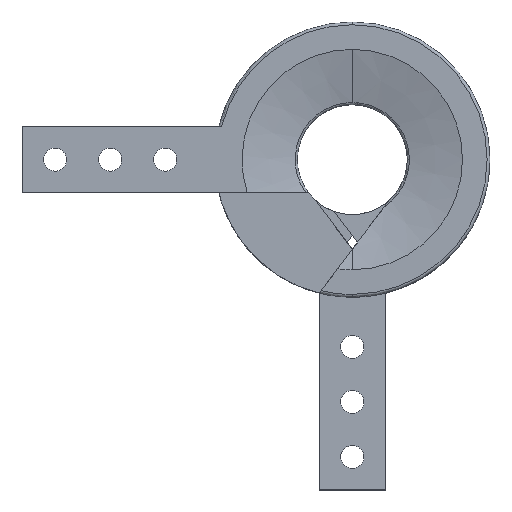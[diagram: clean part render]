
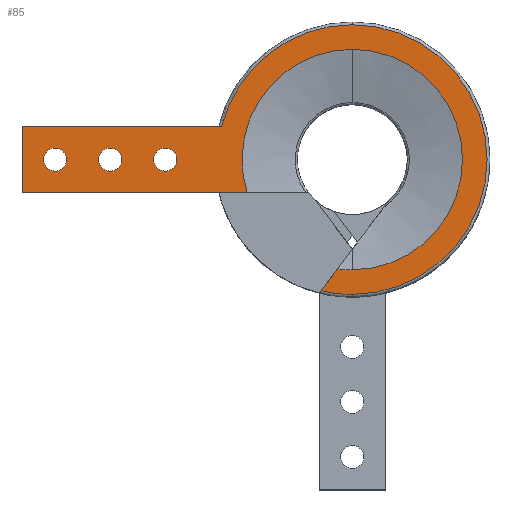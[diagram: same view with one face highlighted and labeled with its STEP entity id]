
A CAD part, top view. The second image highlights one B-rep face of the part: STEP entity #85.
In plain terms, the highlighted planar face has unit normal (0, 0, 1).
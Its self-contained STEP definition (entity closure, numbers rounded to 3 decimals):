
#85=ADVANCED_FACE('',(#194,#195,#196,#197),#198,.T.);
#194=FACE_BOUND('',#353,.T.);
#195=FACE_BOUND('',#354,.T.);
#196=FACE_BOUND('',#355,.T.);
#197=FACE_OUTER_BOUND('',#356,.T.);
#198=PLANE('',#357);
#353=EDGE_LOOP('',(#705,#706));
#354=EDGE_LOOP('',(#707,#708));
#355=EDGE_LOOP('',(#709,#710));
#356=EDGE_LOOP('',(#711,#712,#713,#714,#715,#716,#717,#718,#719,#720));
#357=AXIS2_PLACEMENT_3D('',#721,#722,#723);
#705=ORIENTED_EDGE('',*,*,#1218,.T.);
#706=ORIENTED_EDGE('',*,*,#1117,.T.);
#707=ORIENTED_EDGE('',*,*,#1219,.T.);
#708=ORIENTED_EDGE('',*,*,#1121,.T.);
#709=ORIENTED_EDGE('',*,*,#1220,.T.);
#710=ORIENTED_EDGE('',*,*,#1125,.T.);
#711=ORIENTED_EDGE('',*,*,#1217,.F.);
#712=ORIENTED_EDGE('',*,*,#1221,.F.);
#713=ORIENTED_EDGE('',*,*,#1222,.T.);
#714=ORIENTED_EDGE('',*,*,#1223,.T.);
#715=ORIENTED_EDGE('',*,*,#1108,.T.);
#716=ORIENTED_EDGE('',*,*,#1112,.T.);
#717=ORIENTED_EDGE('',*,*,#1224,.T.);
#718=ORIENTED_EDGE('',*,*,#1225,.T.);
#719=ORIENTED_EDGE('',*,*,#1194,.F.);
#720=ORIENTED_EDGE('',*,*,#1197,.F.);
#721=CARTESIAN_POINT('',(24.269,23.5,5.0));
#722=DIRECTION('',(0.0,0.0,1.0));
#723=DIRECTION('',(-0.0,-1.0,0.0));
#1108=EDGE_CURVE('',#1342,#1340,#1343,.T.);
#1112=EDGE_CURVE('',#1340,#1347,#1350,.T.);
#1117=EDGE_CURVE('',#1359,#1356,#1360,.T.);
#1121=EDGE_CURVE('',#1367,#1364,#1368,.T.);
#1125=EDGE_CURVE('',#1375,#1372,#1376,.T.);
#1194=EDGE_CURVE('',#1501,#1503,#1504,.T.);
#1197=EDGE_CURVE('',#1506,#1501,#1508,.T.);
#1217=EDGE_CURVE('',#1540,#1506,#1542,.T.);
#1218=EDGE_CURVE('',#1356,#1359,#1543,.T.);
#1219=EDGE_CURVE('',#1364,#1367,#1544,.T.);
#1220=EDGE_CURVE('',#1372,#1375,#1545,.T.);
#1221=EDGE_CURVE('',#1546,#1540,#1547,.T.);
#1222=EDGE_CURVE('',#1546,#1548,#1549,.T.);
#1223=EDGE_CURVE('',#1548,#1342,#1550,.T.);
#1224=EDGE_CURVE('',#1347,#1551,#1552,.T.);
#1225=EDGE_CURVE('',#1551,#1503,#1553,.T.);
#1340=VERTEX_POINT('',#1725);
#1342=VERTEX_POINT('',#1728);
#1343=CIRCLE('',#1729,20.027);
#1347=VERTEX_POINT('',#1742);
#1350=CIRCLE('',#1746,20.027);
#1356=VERTEX_POINT('',#1761);
#1359=VERTEX_POINT('',#1765);
#1360=CIRCLE('',#1766,2.1);
#1364=VERTEX_POINT('',#1771);
#1367=VERTEX_POINT('',#1775);
#1368=CIRCLE('',#1776,2.1);
#1372=VERTEX_POINT('',#1781);
#1375=VERTEX_POINT('',#1785);
#1376=CIRCLE('',#1786,2.1);
#1501=VERTEX_POINT('',#1968);
#1503=VERTEX_POINT('',#1970);
#1504=CIRCLE('',#1971,24.5);
#1506=VERTEX_POINT('',#1990);
#1508=CIRCLE('',#1992,24.5);
#1540=VERTEX_POINT('',#2081);
#1542=CIRCLE('',#2100,24.5);
#1543=CIRCLE('',#2101,2.1);
#1544=CIRCLE('',#2102,2.1);
#1545=CIRCLE('',#2103,2.1);
#1546=VERTEX_POINT('',#2104);
#1547=LINE('',#2105,#2106);
#1548=VERTEX_POINT('',#2107);
#1549=LINE('',#2108,#2109);
#1550=LINE('',#2110,#2111);
#1551=VERTEX_POINT('',#2112);
#1552=CIRCLE('',#2113,20.027);
#1553=LINE('',#2114,#2115);
#1725=CARTESIAN_POINT('',(24.269,26.027,5.0));
#1728=CARTESIAN_POINT('',(5.162,0.0,5.0));
#1729=AXIS2_PLACEMENT_3D('',#2324,#2325,#2326);
#1742=CARTESIAN_POINT('',(24.269,-14.027,5.0));
#1746=AXIS2_PLACEMENT_3D('',#2331,#2332,#2333);
#1761=CARTESIAN_POINT('',(-27.631,6.0,5.0));
#1765=CARTESIAN_POINT('',(-31.831,6.0,5.0));
#1766=AXIS2_PLACEMENT_3D('',#2341,#2342,#2343);
#1771=CARTESIAN_POINT('',(-17.631,6.0,5.0));
#1775=CARTESIAN_POINT('',(-21.831,6.0,5.0));
#1776=AXIS2_PLACEMENT_3D('',#2349,#2350,#2351);
#1781=CARTESIAN_POINT('',(-7.631,6.0,5.0));
#1785=CARTESIAN_POINT('',(-11.831,6.0,5.0));
#1786=AXIS2_PLACEMENT_3D('',#2357,#2358,#2359);
#1968=CARTESIAN_POINT('',(24.269,-18.5,5.0));
#1970=CARTESIAN_POINT('',(18.597,-17.834,5.0));
#1971=AXIS2_PLACEMENT_3D('',#2504,#2505,#2506);
#1990=CARTESIAN_POINT('',(24.269,30.5,5.0));
#1992=AXIS2_PLACEMENT_3D('',#2510,#2511,#2512);
#2081=CARTESIAN_POINT('',(0.515,12.0,5.0));
#2100=AXIS2_PLACEMENT_3D('',#2542,#2543,#2544);
#2101=AXIS2_PLACEMENT_3D('',#2545,#2546,#2547);
#2102=AXIS2_PLACEMENT_3D('',#2548,#2549,#2550);
#2103=AXIS2_PLACEMENT_3D('',#2551,#2552,#2553);
#2104=CARTESIAN_POINT('',(-35.731,12.0,5.0));
#2105=CARTESIAN_POINT('',(3.394,12.0,5.0));
#2106=VECTOR('',#2554,1.0);
#2107=CARTESIAN_POINT('',(-35.731,0.,5.0));
#2108=CARTESIAN_POINT('',(-35.731,6.0,5.0));
#2109=VECTOR('',#2555,1.0);
#2110=CARTESIAN_POINT('',(-17.481,0.0,5.0));
#2111=VECTOR('',#2556,1.0);
#2112=CARTESIAN_POINT('',(21.601,-13.848,5.0));
#2113=AXIS2_PLACEMENT_3D('',#2557,#2558,#2559);
#2114=CARTESIAN_POINT('',(32.854,1.085,5.0));
#2115=VECTOR('',#2560,1.0);
#2324=CARTESIAN_POINT('',(24.269,6.,5.0));
#2325=DIRECTION('',(0.0,0.0,-1.0));
#2326=DIRECTION('',(0.,-1.0,0.0));
#2331=CARTESIAN_POINT('',(24.269,6.,5.0));
#2332=DIRECTION('',(0.0,0.0,-1.0));
#2333=DIRECTION('',(0.,-1.0,0.0));
#2341=CARTESIAN_POINT('',(-29.731,6.0,5.0));
#2342=DIRECTION('',(0.0,0.0,-1.0));
#2343=DIRECTION('',(1.0,0.0,0.0));
#2349=CARTESIAN_POINT('',(-19.731,6.0,5.0));
#2350=DIRECTION('',(0.0,0.0,-1.0));
#2351=DIRECTION('',(1.0,0.0,0.0));
#2357=CARTESIAN_POINT('',(-9.731,6.0,5.0));
#2358=DIRECTION('',(0.0,0.0,-1.0));
#2359=DIRECTION('',(1.0,0.0,0.0));
#2504=CARTESIAN_POINT('',(24.269,6.,5.0));
#2505=DIRECTION('',(0.0,0.0,-1.0));
#2506=DIRECTION('',(0.856,0.517,0.0));
#2510=CARTESIAN_POINT('',(24.269,6.,5.0));
#2511=DIRECTION('',(0.0,0.0,-1.0));
#2512=DIRECTION('',(0.856,0.517,0.0));
#2542=CARTESIAN_POINT('',(24.269,6.,5.0));
#2543=DIRECTION('',(0.0,0.0,-1.0));
#2544=DIRECTION('',(0.856,0.517,0.0));
#2545=CARTESIAN_POINT('',(-29.731,6.0,5.0));
#2546=DIRECTION('',(0.0,0.0,-1.0));
#2547=DIRECTION('',(1.0,0.0,0.0));
#2548=CARTESIAN_POINT('',(-19.731,6.0,5.0));
#2549=DIRECTION('',(0.0,0.0,-1.0));
#2550=DIRECTION('',(1.0,0.0,0.0));
#2551=CARTESIAN_POINT('',(-9.731,6.0,5.0));
#2552=DIRECTION('',(0.0,0.0,-1.0));
#2553=DIRECTION('',(1.0,0.0,0.0));
#2554=DIRECTION('',(1.0,0.,0.0));
#2555=DIRECTION('',(0.,-1.0,0.0));
#2556=DIRECTION('',(1.0,0.,0.0));
#2557=CARTESIAN_POINT('',(24.269,6.,5.0));
#2558=DIRECTION('',(0.0,0.0,-1.0));
#2559=DIRECTION('',(0.,-1.0,0.0));
#2560=DIRECTION('',(-0.602,-0.799,0.0));
